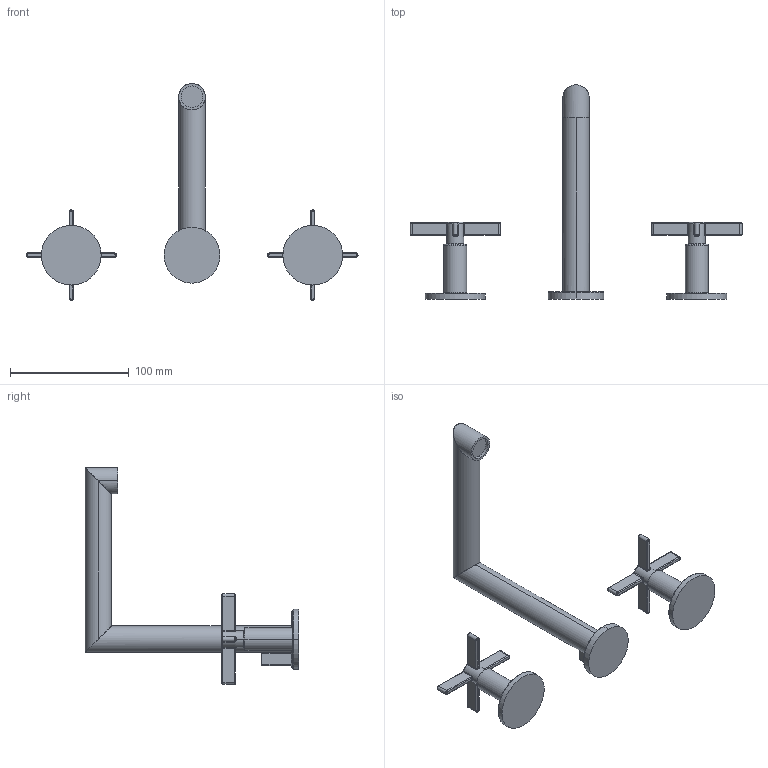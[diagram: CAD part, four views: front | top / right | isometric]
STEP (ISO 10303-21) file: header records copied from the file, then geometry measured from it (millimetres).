
FILE_DESCRIPTION((''),'2;1');
FILE_NAME('3390','2023-02-20T17:10:58',('nehatek'),(''),'CREO PARAMETRIC BY PTC INC, 2019352','CREO PARAMETRIC BY PTC INC, 2019352','');
FILE_SCHEMA(('CONFIG_CONTROL_DESIGN'));
Length unit declared in the file: inch
Products named in the file (1): 3390
Bounding box: 279.4 x 180.06 x 182.56 mm (x, y, z)
Volume: 193021.9 mm3; surface area: 51558.7 mm2
Topology: 4 solids, 4 shells, 223 faces, 488 edges, 286 vertices
Faces by surface type: cylinder 94, torus 60, plane 47, bspline 16, sphere 4, extrusion 2
Entity records: 7680 total; most frequent: CARTESIAN_POINT 2709, DIRECTION 1130, ORIENTED_EDGE 976, EDGE_CURVE 488, AXIS2_PLACEMENT_3D 485, VERTEX_POINT 286, CIRCLE 278, EDGE_LOOP 236
